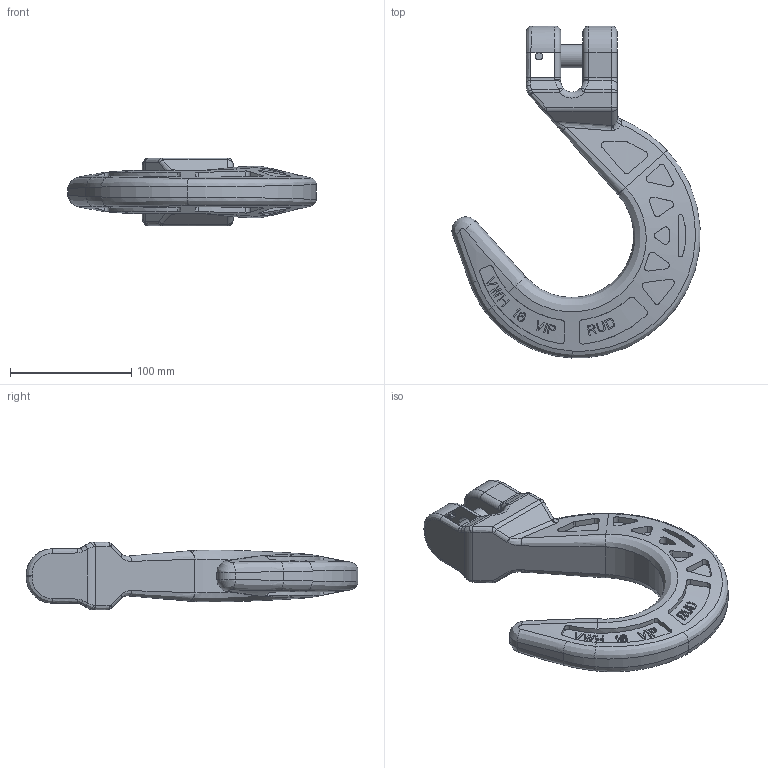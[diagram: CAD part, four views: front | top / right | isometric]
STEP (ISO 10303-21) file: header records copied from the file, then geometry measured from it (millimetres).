
FILE_DESCRIPTION((''),'2;1');
FILE_NAME('001-M34915-P-2','2016-06-13T',('Andreas.Wendler'),(''),'PRO/ENGINEER BY PARAMETRIC TECHNOLOGY CORPORATION, 2010140','PRO/ENGINEER BY PARAMETRIC TECHNOLOGY CORPORATION, 2010140','');
FILE_SCHEMA(('CONFIG_CONTROL_DESIGN'));
Length unit declared in the file: millimetre
Products named in the file (1): 001-M34915-P-2
Bounding box: 204.74 x 273.91 x 56 mm (x, y, z)
Volume: 706302.7 mm3; surface area: 86120.8 mm2
Topology: 1 solids, 1 shells, 528 faces, 1380 edges, 883 vertices
Faces by surface type: plane 287, cylinder 114, bspline 72, cone 33, torus 14, sphere 8
Entity records: 26750 total; most frequent: CARTESIAN_POINT 15541, ORIENTED_EDGE 2752, DIRECTION 1638, EDGE_CURVE 1376, VERTEX_POINT 881, B_SPLINE_CURVE_WITH_KNOTS 804, AXIS2_PLACEMENT_3D 610, EDGE_LOOP 561
